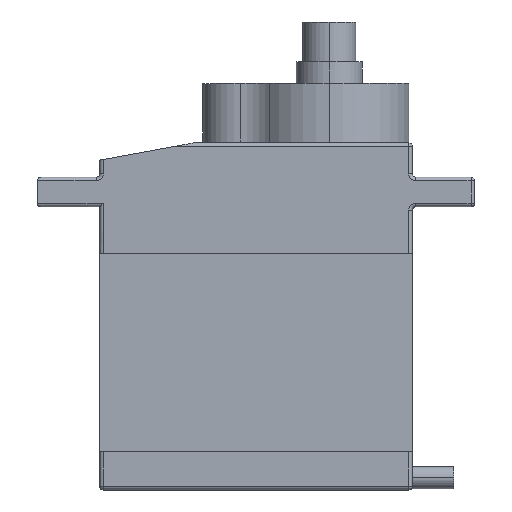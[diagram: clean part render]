
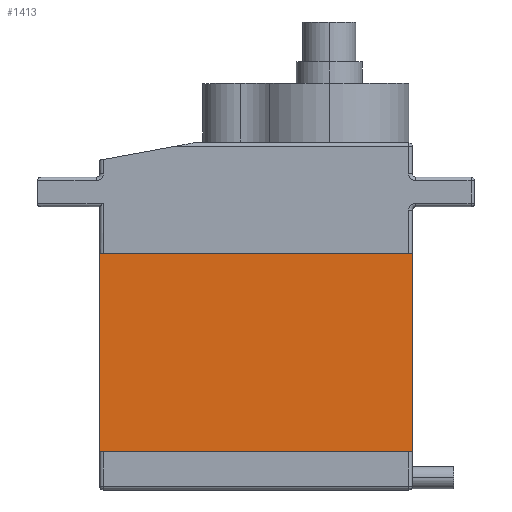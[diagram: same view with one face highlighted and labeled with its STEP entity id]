
A CAD part, top view. The second image highlights one B-rep face of the part: STEP entity #1413.
In plain terms, the highlighted planar face has unit normal (0, 0, 1).
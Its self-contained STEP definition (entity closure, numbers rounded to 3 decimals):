
#6 = VERTEX_POINT ( 'NONE', #828 ) ;
#20 = LINE ( 'NONE', #1207, #3061 ) ;
#88 = ORIENTED_EDGE ( 'NONE', *, *, #2238, .T. ) ;
#357 = VERTEX_POINT ( 'NONE', #1197 ) ;
#445 = EDGE_CURVE ( 'NONE', #1881, #2726, #2083, .T. ) ;
#469 = CARTESIAN_POINT ( 'NONE',  ( 11.335, 2.755, 5.88 ) ) ;
#707 = ORIENTED_EDGE ( 'NONE', *, *, #445, .T. ) ;
#807 = CARTESIAN_POINT ( 'NONE',  ( -11.335, 17.11, 5.88 ) ) ;
#828 = CARTESIAN_POINT ( 'NONE',  ( 11.335, 2.755, 5.88 ) ) ;
#829 = DIRECTION ( 'NONE',  ( -1., 0., 0. ) ) ;
#1051 = ORIENTED_EDGE ( 'NONE', *, *, #1535, .T. ) ;
#1085 = AXIS2_PLACEMENT_3D ( 'NONE', #2712, #1236, #3306 ) ;
#1131 = CARTESIAN_POINT ( 'NONE',  ( 11.335, 17.11, 5.88 ) ) ;
#1197 = CARTESIAN_POINT ( 'NONE',  ( 11.335, 17.11, 5.88 ) ) ;
#1207 = CARTESIAN_POINT ( 'NONE',  ( -11.335, 2.755, 5.88 ) ) ;
#1236 = DIRECTION ( 'NONE',  ( 0., 0., 1. ) ) ;
#1413 = ADVANCED_FACE ( 'NONE', ( #1528 ), #3021, .T. ) ;
#1528 = FACE_OUTER_BOUND ( 'NONE', #2481, .T. ) ;
#1535 = EDGE_CURVE ( 'NONE', #357, #1881, #2028, .T. ) ;
#1810 = DIRECTION ( 'NONE',  ( 0., -1., 0. ) ) ;
#1881 = VERTEX_POINT ( 'NONE', #807 ) ;
#1900 = CARTESIAN_POINT ( 'NONE',  ( -11.335, 2.755, 5.88 ) ) ;
#2028 = LINE ( 'NONE', #1131, #3758 ) ;
#2083 = LINE ( 'NONE', #2929, #2775 ) ;
#2141 = DIRECTION ( 'NONE',  ( 1., 0., 0. ) ) ;
#2238 = EDGE_CURVE ( 'NONE', #6, #357, #3142, .T. ) ;
#2304 = DIRECTION ( 'NONE',  ( 0., 1., 0. ) ) ;
#2471 = EDGE_CURVE ( 'NONE', #2726, #6, #20, .T. ) ;
#2481 = EDGE_LOOP ( 'NONE', ( #1051, #707, #3360, #88 ) ) ;
#2712 = CARTESIAN_POINT ( 'NONE',  ( 0., 0., 5.88 ) ) ;
#2726 = VERTEX_POINT ( 'NONE', #1900 ) ;
#2775 = VECTOR ( 'NONE', #1810, 1000. ) ;
#2929 = CARTESIAN_POINT ( 'NONE',  ( -11.335, 17.11, 5.88 ) ) ;
#3021 = PLANE ( 'NONE',  #1085 ) ;
#3061 = VECTOR ( 'NONE', #2141, 1000. ) ;
#3142 = LINE ( 'NONE', #469, #3757 ) ;
#3306 = DIRECTION ( 'NONE',  ( 1., 0., 0. ) ) ;
#3360 = ORIENTED_EDGE ( 'NONE', *, *, #2471, .T. ) ;
#3757 = VECTOR ( 'NONE', #2304, 1000. ) ;
#3758 = VECTOR ( 'NONE', #829, 1000. ) ;
